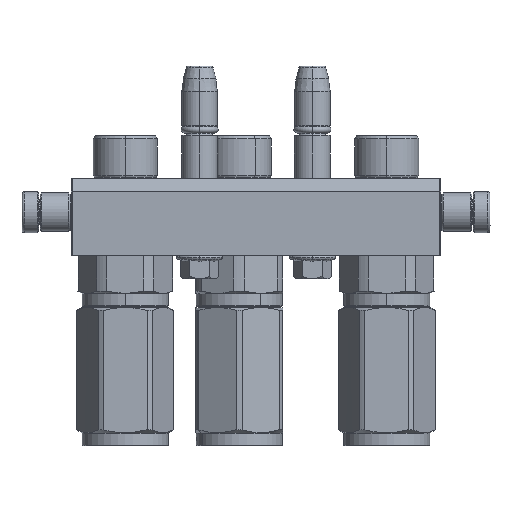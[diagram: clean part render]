
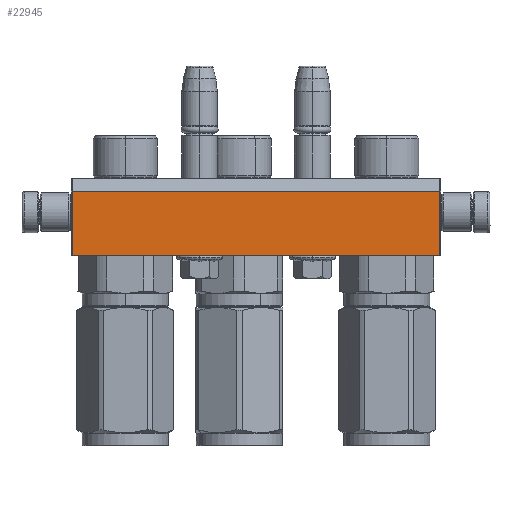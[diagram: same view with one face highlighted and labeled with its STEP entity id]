
A CAD part, left-side view. The second image highlights one B-rep face of the part: STEP entity #22945.
In plain terms, the highlighted face is planar.
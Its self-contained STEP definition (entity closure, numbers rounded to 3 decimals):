
#5593 = DIRECTION ( 'NONE',  ( 0., 1., 0. ) ) ;
#7609 = CARTESIAN_POINT ( 'NONE',  ( 143.5, 30., -90. ) ) ;
#10901 = VERTEX_POINT ( 'NONE', #7609 ) ;
#11397 = CARTESIAN_POINT ( 'NONE',  ( 143.5, 5., -90. ) ) ;
#13629 = DIRECTION ( 'NONE',  ( 0., 1., 0. ) ) ;
#14800 = FACE_OUTER_BOUND ( 'NONE', #61149, .T. ) ;
#15404 = EDGE_CURVE ( 'NONE', #45307, #57443, #75667, .T. ) ;
#15519 = EDGE_CURVE ( 'NONE', #57443, #32232, #19621, .T. ) ;
#16807 = LINE ( 'NONE', #50120, #37928 ) ;
#19621 = LINE ( 'NONE', #24915, #34444 ) ;
#22872 = CARTESIAN_POINT ( 'NONE',  ( 143.5, 5., -90. ) ) ;
#22945 = ADVANCED_FACE ( 'NONE', ( #14800 ), #30782, .T. ) ;
#24915 = CARTESIAN_POINT ( 'NONE',  ( 0.5, 5., -90. ) ) ;
#28649 = ORIENTED_EDGE ( 'NONE', *, *, #56825, .F. ) ;
#30782 = PLANE ( 'NONE',  #70629 ) ;
#32232 = VERTEX_POINT ( 'NONE', #57968 ) ;
#34230 = VECTOR ( 'NONE', #5593, 1000. ) ;
#34444 = VECTOR ( 'NONE', #13629, 1000. ) ;
#37928 = VECTOR ( 'NONE', #38645, 1000. ) ;
#38645 = DIRECTION ( 'NONE',  ( -1., 0., 0. ) ) ;
#44403 = VECTOR ( 'NONE', #70268, 1000. ) ;
#45307 = VERTEX_POINT ( 'NONE', #22872 ) ;
#46034 = EDGE_CURVE ( 'NONE', #10901, #32232, #16807, .T. ) ;
#46686 = CARTESIAN_POINT ( 'NONE',  ( 0.5, 5., -90. ) ) ;
#47948 = DIRECTION ( 'NONE',  ( -1., 0., 0. ) ) ;
#50120 = CARTESIAN_POINT ( 'NONE',  ( 143.5, 30., -90. ) ) ;
#53007 = DIRECTION ( 'NONE',  ( 0., 0., -1. ) ) ;
#56825 = EDGE_CURVE ( 'NONE', #45307, #10901, #72736, .T. ) ;
#57443 = VERTEX_POINT ( 'NONE', #46686 ) ;
#57968 = CARTESIAN_POINT ( 'NONE',  ( 0.5, 30., -90. ) ) ;
#61149 = EDGE_LOOP ( 'NONE', ( #73035, #28649, #71952, #67732 ) ) ;
#67732 = ORIENTED_EDGE ( 'NONE', *, *, #15519, .T. ) ;
#70268 = DIRECTION ( 'NONE',  ( -1., 0., 0. ) ) ;
#70629 = AXIS2_PLACEMENT_3D ( 'NONE', #70979, #53007, #47948 ) ;
#70979 = CARTESIAN_POINT ( 'NONE',  ( 144., 0., -90. ) ) ;
#71952 = ORIENTED_EDGE ( 'NONE', *, *, #15404, .T. ) ;
#72736 = LINE ( 'NONE', #75977, #34230 ) ;
#73035 = ORIENTED_EDGE ( 'NONE', *, *, #46034, .F. ) ;
#75667 = LINE ( 'NONE', #11397, #44403 ) ;
#75977 = CARTESIAN_POINT ( 'NONE',  ( 143.5, 5., -90. ) ) ;
